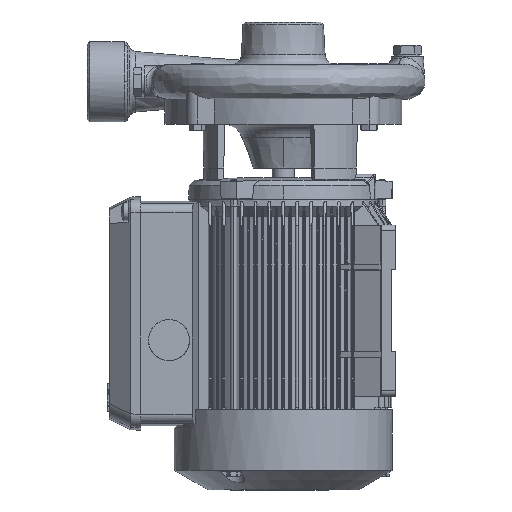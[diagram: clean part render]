
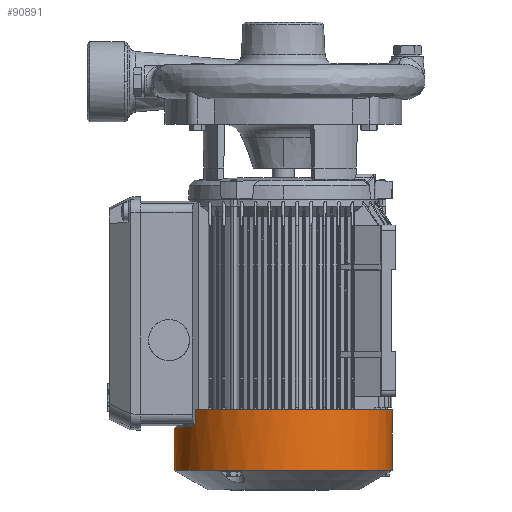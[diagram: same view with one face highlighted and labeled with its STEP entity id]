
A CAD part, left-side view. The second image highlights one B-rep face of the part: STEP entity #90891.
In plain terms, the highlighted cylindrical face has radius 61 mm (diameter 122 mm), a partial arc.
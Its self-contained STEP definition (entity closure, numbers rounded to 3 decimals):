
#123 = EDGE_CURVE ( 'NONE', #11305, #110018, #28899, .T. ) ;
#466 = FACE_OUTER_BOUND ( 'NONE', #78659, .T. ) ;
#827 = ORIENTED_EDGE ( 'NONE', *, *, #10583, .F. ) ;
#1136 = CARTESIAN_POINT ( 'NONE',  ( -33.373, 51.061, -144.675 ) ) ;
#1687 = CARTESIAN_POINT ( 'NONE',  ( -32.778, 51.446, -144.855 ) ) ;
#3682 = VERTEX_POINT ( 'NONE', #29625 ) ;
#5208 = VERTEX_POINT ( 'NONE', #98560 ) ;
#5401 = LINE ( 'NONE', #109279, #31777 ) ;
#6646 = CARTESIAN_POINT ( 'NONE',  ( 0., 61., -146. ) ) ;
#7227 = CARTESIAN_POINT ( 'NONE',  ( -35.911, 49.309, -143.246 ) ) ;
#7726 = VECTOR ( 'NONE', #25515, 1000. ) ;
#10583 = EDGE_CURVE ( 'NONE', #113241, #100348, #35770, .T. ) ;
#11305 = VERTEX_POINT ( 'NONE', #56254 ) ;
#14025 = DIRECTION ( 'NONE',  ( 0., 0., -1. ) ) ;
#19478 = CARTESIAN_POINT ( 'NONE',  ( -34.389, 50.382, -143.531 ) ) ;
#19557 = ORIENTED_EDGE ( 'NONE', *, *, #65411, .T. ) ;
#20584 = CARTESIAN_POINT ( 'NONE',  ( -33.902, 50.712, -144.306 ) ) ;
#20778 = ORIENTED_EDGE ( 'NONE', *, *, #53567, .T. ) ;
#23568 = AXIS2_PLACEMENT_3D ( 'NONE', #26272, #97422, #79623 ) ;
#24965 = DIRECTION ( 'NONE',  ( 0., -1., 0. ) ) ;
#25002 = CARTESIAN_POINT ( 'NONE',  ( -35.43, 49.66, -143.263 ) ) ;
#25460 = CARTESIAN_POINT ( 'NONE',  ( -35.911, 49.309, -135.5 ) ) ;
#25515 = DIRECTION ( 'NONE',  ( 0., 0., 1. ) ) ;
#26272 = CARTESIAN_POINT ( 'NONE',  ( 0., 0., -135.5 ) ) ;
#28899 = B_SPLINE_CURVE_WITH_KNOTS ( 'NONE', 3,
 ( #99206, #80288, #19478, #44728, #62488, #54475, #20584, #97513, #1136, #55587, #1687, #107249 ),
 .UNSPECIFIED., .F., .F.,
 ( 4, 2, 2, 2, 2, 4 ),
 ( 0., 0.001, 0.001, 0.002, 0.003, 0.003 ),
 .UNSPECIFIED. ) ;
#29625 = CARTESIAN_POINT ( 'NONE',  ( 0., -61., -169.53 ) ) ;
#30896 = CARTESIAN_POINT ( 'NONE',  ( -32.57, 51.577, -144.863 ) ) ;
#31777 = VECTOR ( 'NONE', #84552, 1000. ) ;
#35770 = LINE ( 'NONE', #25460, #97931 ) ;
#37491 = EDGE_CURVE ( 'NONE', #3682, #5208, #5401, .T. ) ;
#40153 = EDGE_CURVE ( 'NONE', #11305, #113241, #87899, .T. ) ;
#41540 = CARTESIAN_POINT ( 'NONE',  ( 0., 0., -135.5 ) ) ;
#41622 = CARTESIAN_POINT ( 'NONE',  ( 0., 0., -169.53 ) ) ;
#43588 = EDGE_CURVE ( 'NONE', #58702, #50833, #53031, .T. ) ;
#44728 = CARTESIAN_POINT ( 'NONE',  ( -34.298, 50.445, -143.748 ) ) ;
#45515 = CARTESIAN_POINT ( 'NONE',  ( -35.911, 49.309, -135.5 ) ) ;
#47580 = AXIS2_PLACEMENT_3D ( 'NONE', #41622, #105705, #24965 ) ;
#48917 = EDGE_CURVE ( 'NONE', #110018, #50833, #102627, .T. ) ;
#49016 = DIRECTION ( 'NONE',  ( 0., -1., 0. ) ) ;
#50810 = CARTESIAN_POINT ( 'NONE',  ( -32.57, 51.577, -144.863 ) ) ;
#50833 = VERTEX_POINT ( 'NONE', #52238 ) ;
#51540 = ORIENTED_EDGE ( 'NONE', *, *, #40153, .F. ) ;
#52238 = CARTESIAN_POINT ( 'NONE',  ( 0., 61., -146. ) ) ;
#53028 = ORIENTED_EDGE ( 'NONE', *, *, #123, .T. ) ;
#53031 = LINE ( 'NONE', #59964, #7726 ) ;
#53567 = EDGE_CURVE ( 'NONE', #58702, #3682, #89769, .T. ) ;
#53976 = CARTESIAN_POINT ( 'NONE',  ( 0., 61., -169.53 ) ) ;
#54475 = CARTESIAN_POINT ( 'NONE',  ( -34.055, 50.609, -144.142 ) ) ;
#55587 = CARTESIAN_POINT ( 'NONE',  ( -32.98, 51.316, -144.817 ) ) ;
#56254 = CARTESIAN_POINT ( 'NONE',  ( -34.453, 50.339, -143.297 ) ) ;
#58702 = VERTEX_POINT ( 'NONE', #53976 ) ;
#59964 = CARTESIAN_POINT ( 'NONE',  ( 0., 61., -135.5 ) ) ;
#60459 = DIRECTION ( 'NONE',  ( 0., 0., 1. ) ) ;
#62488 = CARTESIAN_POINT ( 'NONE',  ( -34.243, 50.482, -143.851 ) ) ;
#65411 = EDGE_CURVE ( 'NONE', #5208, #100348, #72114, .T. ) ;
#72114 = CIRCLE ( 'NONE', #88607, 61. ) ;
#78659 = EDGE_LOOP ( 'NONE', ( #82768, #20778, #92560, #19557, #827, #51540, #53028, #81590 ) ) ;
#79623 = DIRECTION ( 'NONE',  ( 0., -1., 0. ) ) ;
#80288 = CARTESIAN_POINT ( 'NONE',  ( -34.426, 50.357, -143.415 ) ) ;
#81590 = ORIENTED_EDGE ( 'NONE', *, *, #48917, .T. ) ;
#82768 = ORIENTED_EDGE ( 'NONE', *, *, #43588, .F. ) ;
#84552 = DIRECTION ( 'NONE',  ( 0., 0., 1. ) ) ;
#85267 = CARTESIAN_POINT ( 'NONE',  ( -34.944, 50.003, -143.28 ) ) ;
#87899 =( BOUNDED_CURVE ( )  B_SPLINE_CURVE ( 3, ( #103629, #85267, #25002, #7227 ),
 .UNSPECIFIED., .F., .F. ) 
 B_SPLINE_CURVE_WITH_KNOTS ( ( 4, 4 ),
 ( 5.313, 5.342 ),
 .UNSPECIFIED. ) 
 CURVE ( )  GEOMETRIC_REPRESENTATION_ITEM ( )  RATIONAL_B_SPLINE_CURVE ( ( 1., 1., 1., 1. ) ) 
 REPRESENTATION_ITEM ( '' )  );
#88607 = AXIS2_PLACEMENT_3D ( 'NONE', #41540, #14025, #49016 ) ;
#89769 = CIRCLE ( 'NONE', #47580, 61. ) ;
#90891 = ADVANCED_FACE ( 'NONE', ( #466 ), #105473, .T. ) ;
#92560 = ORIENTED_EDGE ( 'NONE', *, *, #37491, .T. ) ;
#94447 = CARTESIAN_POINT ( 'NONE',  ( -22.756, 57.774, -145.205 ) ) ;
#97422 = DIRECTION ( 'NONE',  ( 0., 0., 1. ) ) ;
#97513 = CARTESIAN_POINT ( 'NONE',  ( -33.56, 50.939, -144.573 ) ) ;
#97931 = VECTOR ( 'NONE', #60459, 1000. ) ;
#98560 = CARTESIAN_POINT ( 'NONE',  ( 0., -61., -135.5 ) ) ;
#99206 = CARTESIAN_POINT ( 'NONE',  ( -34.453, 50.339, -143.297 ) ) ;
#100348 = VERTEX_POINT ( 'NONE', #45515 ) ;
#100684 = CARTESIAN_POINT ( 'NONE',  ( -35.911, 49.309, -143.246 ) ) ;
#102627 =( BOUNDED_CURVE ( )  B_SPLINE_CURVE ( 3, ( #50810, #94447, #111616, #6646 ),
 .UNSPECIFIED., .F., .T. ) 
 B_SPLINE_CURVE_WITH_KNOTS ( ( 4, 4 ),
 ( 1.008, 1.571 ),
 .UNSPECIFIED. ) 
 CURVE ( )  GEOMETRIC_REPRESENTATION_ITEM ( )  RATIONAL_B_SPLINE_CURVE ( ( 1., 0.974, 0.974, 1. ) ) 
 REPRESENTATION_ITEM ( '' )  );
#103629 = CARTESIAN_POINT ( 'NONE',  ( -34.453, 50.339, -143.297 ) ) ;
#105473 = CYLINDRICAL_SURFACE ( 'NONE', #23568, 61. ) ;
#105705 = DIRECTION ( 'NONE',  ( 0., 0., 1. ) ) ;
#107249 = CARTESIAN_POINT ( 'NONE',  ( -32.57, 51.577, -144.863 ) ) ;
#109279 = CARTESIAN_POINT ( 'NONE',  ( 0., -61., -135.5 ) ) ;
#110018 = VERTEX_POINT ( 'NONE', #30896 ) ;
#111616 = CARTESIAN_POINT ( 'NONE',  ( -11.607, 61., -145.595 ) ) ;
#113241 = VERTEX_POINT ( 'NONE', #100684 ) ;
